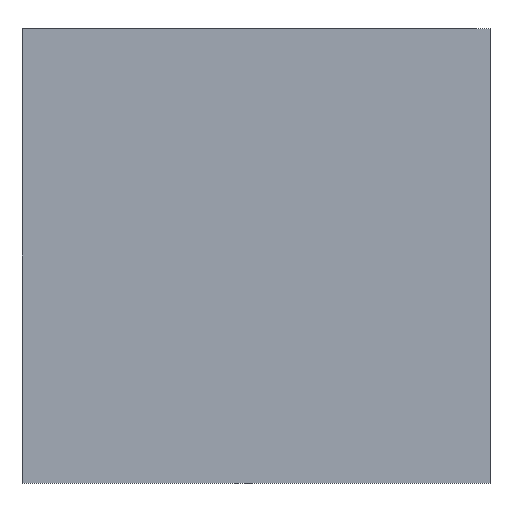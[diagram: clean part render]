
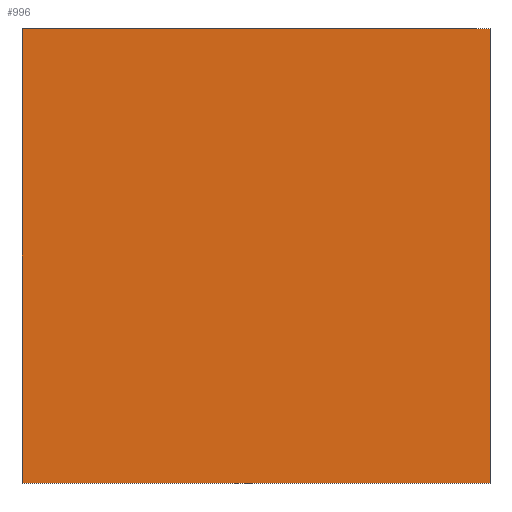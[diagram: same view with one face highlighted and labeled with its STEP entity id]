
A CAD part, left-side view. The second image highlights one B-rep face of the part: STEP entity #996.
In plain terms, the highlighted planar face has unit normal (-1, 0, 0).
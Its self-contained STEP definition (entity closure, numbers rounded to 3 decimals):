
#73=PLANE('',#1068);
#121=FACE_OUTER_BOUND('',#188,.T.);
#188=EDGE_LOOP('',(#931,#932,#933,#934));
#256=LINE('',#1468,#381);
#307=LINE('',#1570,#432);
#313=LINE('',#1580,#438);
#315=LINE('',#1584,#440);
#381=VECTOR('',#1206,10.);
#432=VECTOR('',#1293,10.);
#438=VECTOR('',#1301,10.);
#440=VECTOR('',#1307,10.);
#502=VERTEX_POINT('',#1461);
#505=VERTEX_POINT('',#1466);
#538=VERTEX_POINT('',#1569);
#541=VERTEX_POINT('',#1578);
#616=EDGE_CURVE('',#505,#502,#256,.T.);
#667=EDGE_CURVE('',#538,#505,#307,.T.);
#673=EDGE_CURVE('',#541,#538,#313,.T.);
#675=EDGE_CURVE('',#502,#541,#315,.T.);
#931=ORIENTED_EDGE('',*,*,#675,.F.);
#932=ORIENTED_EDGE('',*,*,#616,.F.);
#933=ORIENTED_EDGE('',*,*,#667,.F.);
#934=ORIENTED_EDGE('',*,*,#673,.F.);
#996=ADVANCED_FACE('',(#121),#73,.T.);
#1068=AXIS2_PLACEMENT_3D('',#1583,#1305,#1306);
#1206=DIRECTION('',(0.,0.,-1.));
#1293=DIRECTION('',(0.,-1.,0.));
#1301=DIRECTION('',(0.,0.,1.));
#1305=DIRECTION('center_axis',(-1.,0.,0.));
#1306=DIRECTION('ref_axis',(0.,0.,1.));
#1307=DIRECTION('',(0.,1.,0.));
#1461=CARTESIAN_POINT('',(-1.5,-1.5,0.));
#1466=CARTESIAN_POINT('',(-1.5,-1.5,51.5));
#1468=CARTESIAN_POINT('',(-1.5,-1.5,0.));
#1569=CARTESIAN_POINT('',(-1.5,51.5,51.5));
#1570=CARTESIAN_POINT('',(-1.5,0.,51.5));
#1578=CARTESIAN_POINT('',(-1.5,51.5,0.));
#1580=CARTESIAN_POINT('',(-1.5,51.5,41.5));
#1583=CARTESIAN_POINT('Origin',(-1.5,25.,20.75));
#1584=CARTESIAN_POINT('',(-1.5,50.,0.));
